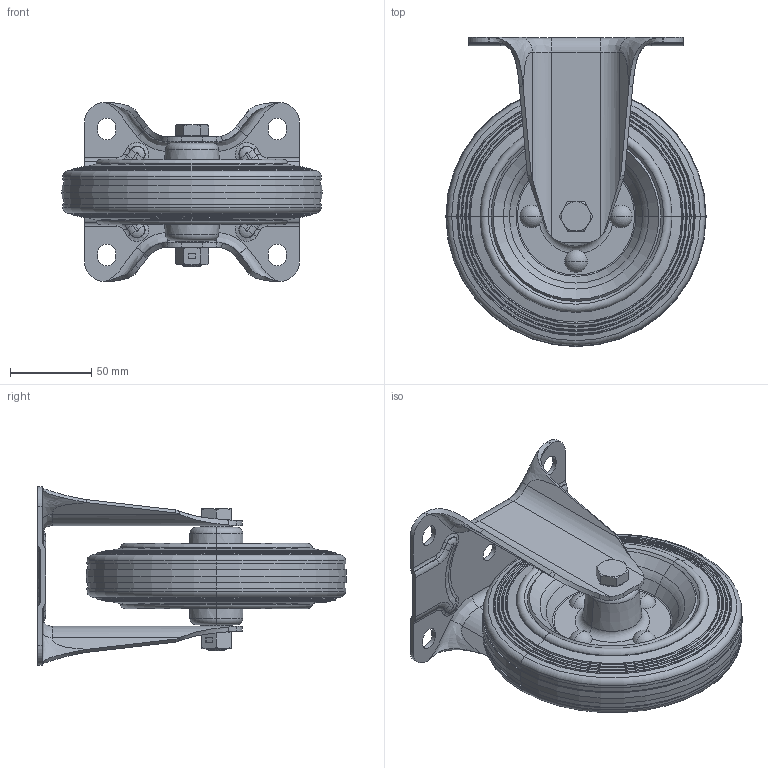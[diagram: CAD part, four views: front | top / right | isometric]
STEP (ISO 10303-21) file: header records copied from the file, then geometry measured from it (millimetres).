
FILE_DESCRIPTION (( 'STEP AP214' ), '1' );
FILE_NAME ('0056228.step', '2023-10-23T08:34:17', ( '' ), ( '' ), 'SwSTEP 2.0', 'SolidWorks 2020', '' );
FILE_SCHEMA (( 'AUTOMOTIVE_DESIGN' ));
Length unit declared in the file: millimetre
Products named in the file (1): 0056228
Bounding box: 160 x 190 x 110 mm (x, y, z)
Volume: 614420.2 mm3; surface area: 185758.5 mm2
Topology: 22 solids, 22 shells, 642 faces, 1460 edges, 864 vertices
Faces by surface type: bspline 171, plane 159, cone 112, torus 106, cylinder 94
Entity records: 36653 total; most frequent: CARTESIAN_POINT 15966, ORIENTED_EDGE 2888, DIRECTION 2572, EDGE_CURVE 1444, AXIS2_PLACEMENT_3D 1044, VERTEX_POINT 864, EDGE_LOOP 714, UNCERTAINTY_MEASURE_WITH_UNIT 666
